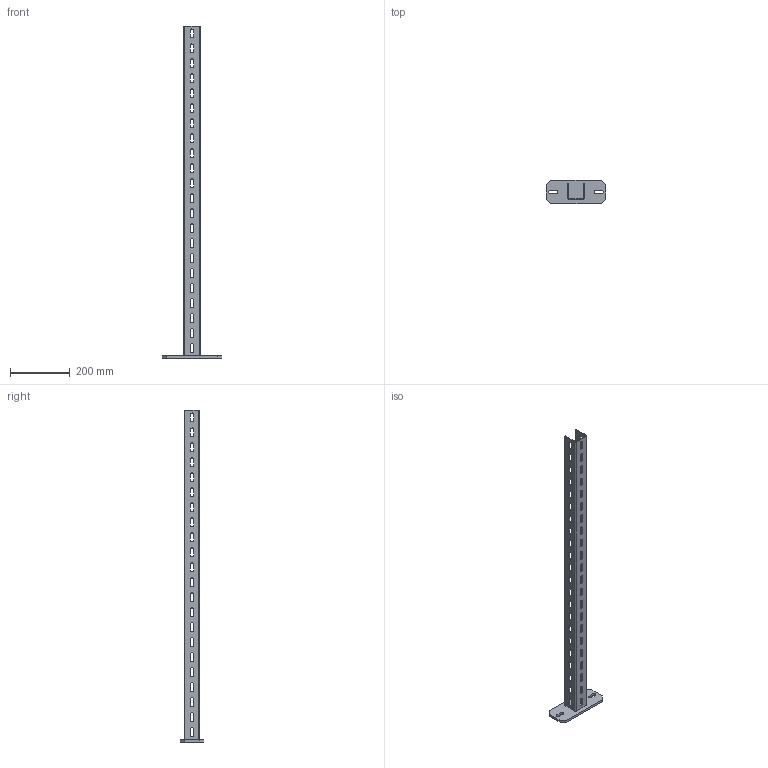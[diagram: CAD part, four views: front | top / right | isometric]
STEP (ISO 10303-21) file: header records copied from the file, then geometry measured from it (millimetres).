
FILE_DESCRIPTION(/* description */ (''),/* implementation_level */ '2;1');
FILE_NAME(/* name */ 'WPCT1100.stp',/* time_stamp */ '2020-11-18T13:39:09+01:00',/* author */ ('stanislaw.luczak'),/* organization */ (''),/* preprocessor_version */ 'ST-DEVELOPER v18.1',/* originating_system */ 'Autodesk Inventor 2021',/* authorisation */ '');
FILE_SCHEMA (('AUTOMOTIVE_DESIGN { 1 0 10303 214 3 1 1 }'));
Length unit declared in the file: millimetre
Products named in the file (3): WPCT1100; Ceownik1100; Podstawa
Assembly tree (2 placements, depth 2):
  WPCT1100
    Ceownik1100
    Podstawa
Bounding box: 200 x 80 x 1108 mm (x, y, z)
Volume: 538197.2 mm3; surface area: 336792.8 mm2
Topology: 2 solids, 2 shells, 304 faces, 884 edges, 584 vertices
Faces by surface type: plane 164, cylinder 140
Entity records: 10466 total; most frequent: DIRECTION 1782, CARTESIAN_POINT 1777, ORIENTED_EDGE 1768, EDGE_CURVE 884, LINE 604, VECTOR 604, AXIS2_PLACEMENT_3D 589, VERTEX_POINT 584
